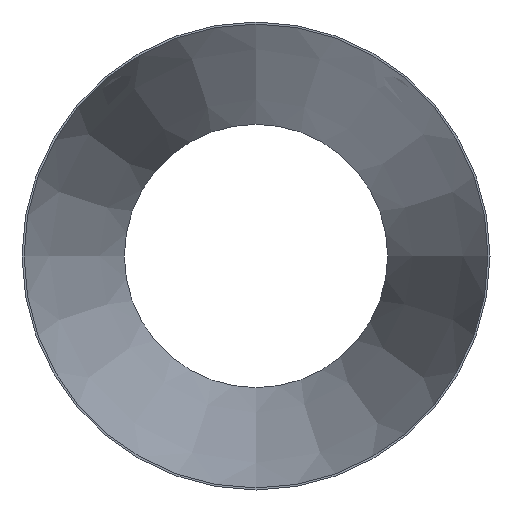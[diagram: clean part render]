
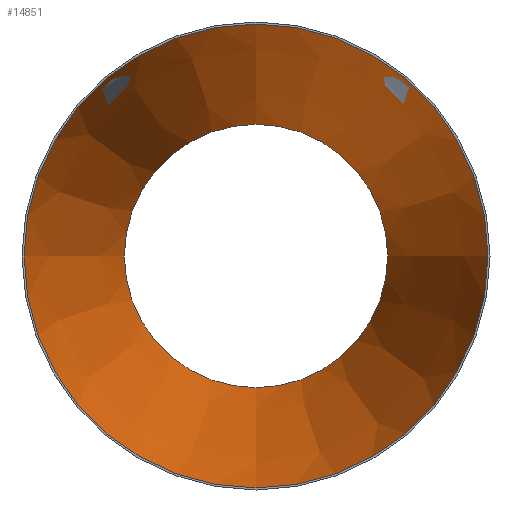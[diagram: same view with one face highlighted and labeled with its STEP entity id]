
A CAD part, front view. The second image highlights one B-rep face of the part: STEP entity #14851.
In plain terms, the highlighted conical face has half-angle 14.027 degrees and reference radius 352.508 mm.
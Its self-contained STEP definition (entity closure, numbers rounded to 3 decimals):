
#3232 = CARTESIAN_POINT ( 'NONE',  ( 0., 0., 0. ) ) ;
#4673 = CARTESIAN_POINT ( 'NONE',  ( 0., 0., -352.508 ) ) ;
#7135 = AXIS2_PLACEMENT_3D ( 'NONE', #25329, #38368, #18608 ) ;
#8087 = CIRCLE ( 'NONE', #25379, 352.508 ) ;
#9166 = CONICAL_SURFACE ( 'NONE', #11908, 352.508, 0.245 ) ;
#11298 = CIRCLE ( 'NONE', #7135, 200.108 ) ;
#11908 = AXIS2_PLACEMENT_3D ( 'NONE', #3232, #15819, #22297 ) ;
#14851 = ADVANCED_FACE ( 'NONE', ( #32920, #35320 ), #9166, .F. ) ;
#15819 = DIRECTION ( 'NONE',  ( 0., -1., 0. ) ) ;
#17960 = EDGE_LOOP ( 'NONE', ( #40574 ) ) ;
#18608 = DIRECTION ( 'NONE',  ( 0., 0., -1. ) ) ;
#22297 = DIRECTION ( 'NONE',  ( 0., 0., -1. ) ) ;
#24307 = EDGE_CURVE ( 'NONE', #39476, #39476, #11298, .T. ) ;
#24920 = DIRECTION ( 'NONE',  ( 0., 0., -1. ) ) ;
#25329 = CARTESIAN_POINT ( 'NONE',  ( 0., 610., 0. ) ) ;
#25379 = AXIS2_PLACEMENT_3D ( 'NONE', #28160, #41405, #24920 ) ;
#27066 = CARTESIAN_POINT ( 'NONE',  ( 0., 610., -200.108 ) ) ;
#28160 = CARTESIAN_POINT ( 'NONE',  ( 0., 0., 0. ) ) ;
#28515 = EDGE_CURVE ( 'NONE', #38300, #38300, #8087, .T. ) ;
#31436 = ORIENTED_EDGE ( 'NONE', *, *, #28515, .T. ) ;
#32920 = FACE_BOUND ( 'NONE', #17960, .T. ) ;
#35320 = FACE_OUTER_BOUND ( 'NONE', #36698, .T. ) ;
#36698 = EDGE_LOOP ( 'NONE', ( #31436 ) ) ;
#38300 = VERTEX_POINT ( 'NONE', #4673 ) ;
#38368 = DIRECTION ( 'NONE',  ( 0., -1., 0. ) ) ;
#39476 = VERTEX_POINT ( 'NONE', #27066 ) ;
#40574 = ORIENTED_EDGE ( 'NONE', *, *, #24307, .F. ) ;
#41405 = DIRECTION ( 'NONE',  ( 0., -1., 0. ) ) ;
